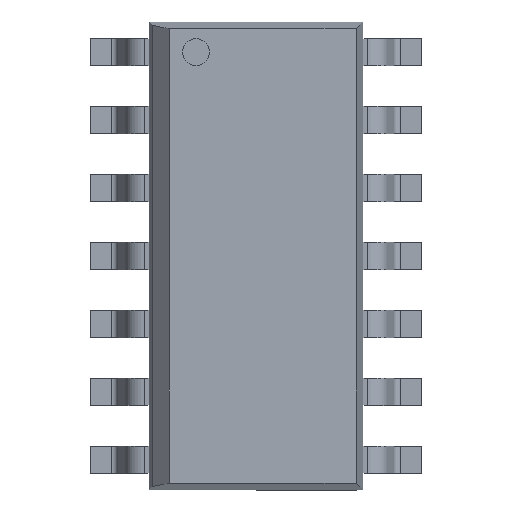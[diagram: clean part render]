
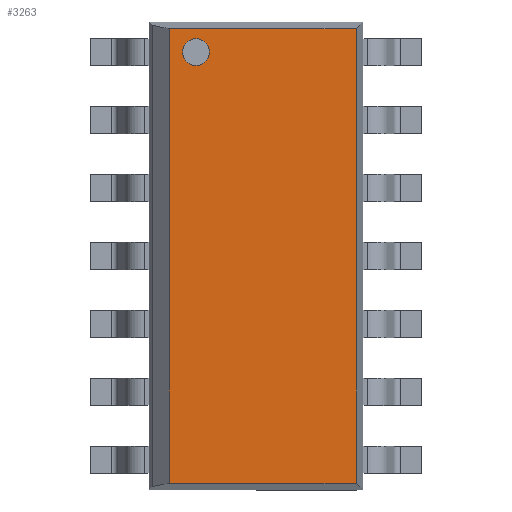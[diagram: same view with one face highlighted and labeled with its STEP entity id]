
A CAD part, top view. The second image highlights one B-rep face of the part: STEP entity #3263.
In plain terms, the highlighted planar face has unit normal (0, 0, 1).
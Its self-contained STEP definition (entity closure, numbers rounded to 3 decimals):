
#2871=CARTESIAN_POINT('',(-1.123,3.56,1.75));
#2872=VERTEX_POINT('',#2871);
#2888=CARTESIAN_POINT('',(-1.123,4.06,1.75));
#2889=VERTEX_POINT('',#2888);
#2896=CARTESIAN_POINT('',(-1.123,3.81,1.75));
#2897=DIRECTION('',(0.0,0.0,1.0));
#2898=DIRECTION('',(0.0,-1.0,0.0));
#2899=AXIS2_PLACEMENT_3D('',#2896,#2897,#2898);
#2900=CIRCLE('',#2899,0.25);
#2901=EDGE_CURVE('',#2872,#2889,#2900,.F.);
#2967=CARTESIAN_POINT('',(-1.623,-4.248,1.75));
#2968=VERTEX_POINT('',#2967);
#2984=CARTESIAN_POINT('',(1.873,-4.248,1.75));
#2985=VERTEX_POINT('',#2984);
#2992=CARTESIAN_POINT('',(-1.623,-4.248,1.75));
#2993=DIRECTION('',(1.0,0.0,0.0));
#2994=VECTOR('',#2993,3.496);
#2995=LINE('',#2992,#2994);
#2996=EDGE_CURVE('',#2985,#2968,#2995,.F.);
#3007=CARTESIAN_POINT('',(-1.123,3.81,1.75));
#3008=DIRECTION('',(0.0,0.0,1.0));
#3009=DIRECTION('',(0.0,-1.0,0.0));
#3010=AXIS2_PLACEMENT_3D('',#3007,#3008,#3009);
#3011=CIRCLE('',#3010,0.25);
#3012=EDGE_CURVE('',#2889,#2872,#3011,.F.);
#3086=CARTESIAN_POINT('',(1.873,4.248,1.75));
#3087=VERTEX_POINT('',#3086);
#3094=CARTESIAN_POINT('',(1.873,-4.248,1.75));
#3095=DIRECTION('',(0.0,1.0,0.0));
#3096=VECTOR('',#3095,8.496);
#3097=LINE('',#3094,#3096);
#3098=EDGE_CURVE('',#2985,#3087,#3097,.T.);
#3140=CARTESIAN_POINT('',(-1.623,4.248,1.75));
#3141=VERTEX_POINT('',#3140);
#3142=CARTESIAN_POINT('',(-1.623,4.248,1.75));
#3143=DIRECTION('',(0.0,-1.0,0.0));
#3144=VECTOR('',#3143,8.496);
#3145=LINE('',#3142,#3144);
#3146=EDGE_CURVE('',#3141,#2968,#3145,.T.);
#3243=CARTESIAN_POINT('',(1.873,-0.595,1.75));
#3244=DIRECTION('',(0.0,0.0,1.0));
#3245=DIRECTION('',(0.0,-1.0,0.0));
#3246=AXIS2_PLACEMENT_3D('',#3243,#3244,#3245);
#3247=PLANE('',#3246);
#3248=ORIENTED_EDGE('',*,*,#3098,.T.);
#3249=CARTESIAN_POINT('',(1.873,4.248,1.75));
#3250=DIRECTION('',(-1.0,0.0,0.0));
#3251=VECTOR('',#3250,3.496);
#3252=LINE('',#3249,#3251);
#3253=EDGE_CURVE('',#3141,#3087,#3252,.F.);
#3254=ORIENTED_EDGE('',*,*,#3253,.F.);
#3255=ORIENTED_EDGE('',*,*,#3146,.T.);
#3256=ORIENTED_EDGE('',*,*,#2996,.F.);
#3257=EDGE_LOOP('',(#3248,#3254,#3255,#3256));
#3258=FACE_OUTER_BOUND('',#3257,.T.);
#3259=ORIENTED_EDGE('',*,*,#3012,.T.);
#3260=ORIENTED_EDGE('',*,*,#2901,.T.);
#3261=EDGE_LOOP('',(#3259,#3260));
#3262=FACE_BOUND('',#3261,.T.);
#3263=ADVANCED_FACE('',(#3258,#3262),#3247,.T.);
